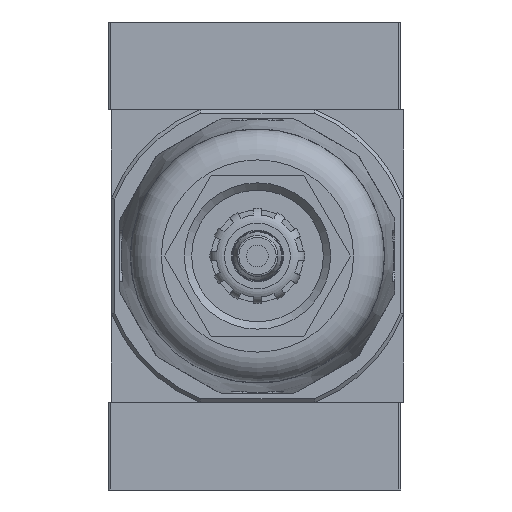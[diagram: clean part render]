
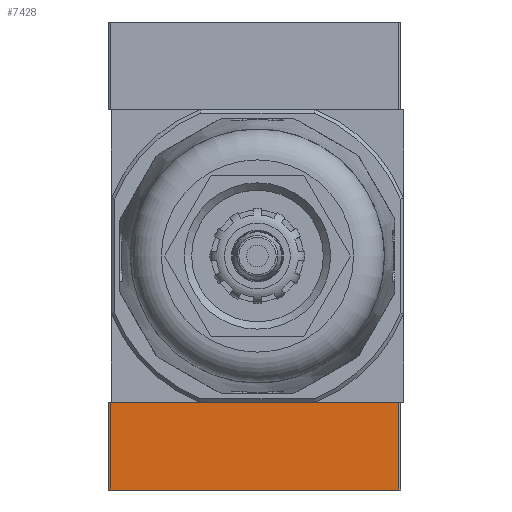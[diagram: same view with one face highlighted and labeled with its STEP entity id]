
A CAD part, front view. The second image highlights one B-rep face of the part: STEP entity #7428.
In plain terms, the highlighted face is planar.
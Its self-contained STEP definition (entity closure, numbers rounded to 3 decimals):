
#411=LINE('',#11599,#829);
#412=LINE('',#11603,#830);
#413=LINE('',#11605,#831);
#414=LINE('',#11607,#832);
#829=VECTOR('',#9175,1000.);
#830=VECTOR('',#9180,1000.);
#831=VECTOR('',#9181,1000.);
#832=VECTOR('',#9182,1000.);
#1129=PLANE('',#7964);
#2231=ORIENTED_EDGE('',*,*,#3569,.T.);
#2232=ORIENTED_EDGE('',*,*,#3570,.F.);
#2233=ORIENTED_EDGE('',*,*,#3571,.F.);
#2234=ORIENTED_EDGE('',*,*,#3567,.T.);
#3567=EDGE_CURVE('',#4307,#4306,#411,.T.);
#3569=EDGE_CURVE('',#4306,#4308,#412,.T.);
#3570=EDGE_CURVE('',#4309,#4308,#413,.T.);
#3571=EDGE_CURVE('',#4307,#4309,#414,.T.);
#4306=VERTEX_POINT('',#11598);
#4307=VERTEX_POINT('',#11600);
#4308=VERTEX_POINT('',#11604);
#4309=VERTEX_POINT('',#11606);
#5158=EDGE_LOOP('',(#2231,#2232,#2233,#2234));
#5676=FACE_BOUND('',#5158,.T.);
#7428=ADVANCED_FACE('',(#5676),#1129,.F.);
#7964=AXIS2_PLACEMENT_3D('',#11602,#9178,#9179);
#9175=DIRECTION('',(0.,0.,-1.));
#9178=DIRECTION('',(0.,-1.,0.));
#9179=DIRECTION('',(0.,0.,-1.));
#9180=DIRECTION('',(-1.,0.,0.));
#9181=DIRECTION('',(0.,0.,-1.));
#9182=DIRECTION('',(-1.,0.,0.));
#11598=CARTESIAN_POINT('',(19.7,10.,-6.));
#11599=CARTESIAN_POINT('',(19.7,10.,6.));
#11600=CARTESIAN_POINT('',(19.7,10.,6.));
#11602=CARTESIAN_POINT('',(19.7,10.,6.));
#11603=CARTESIAN_POINT('',(19.7,10.,-6.));
#11604=CARTESIAN_POINT('',(-19.7,10.,-6.));
#11605=CARTESIAN_POINT('',(-19.7,10.,6.));
#11606=CARTESIAN_POINT('',(-19.7,10.,6.));
#11607=CARTESIAN_POINT('',(19.7,10.,6.));
